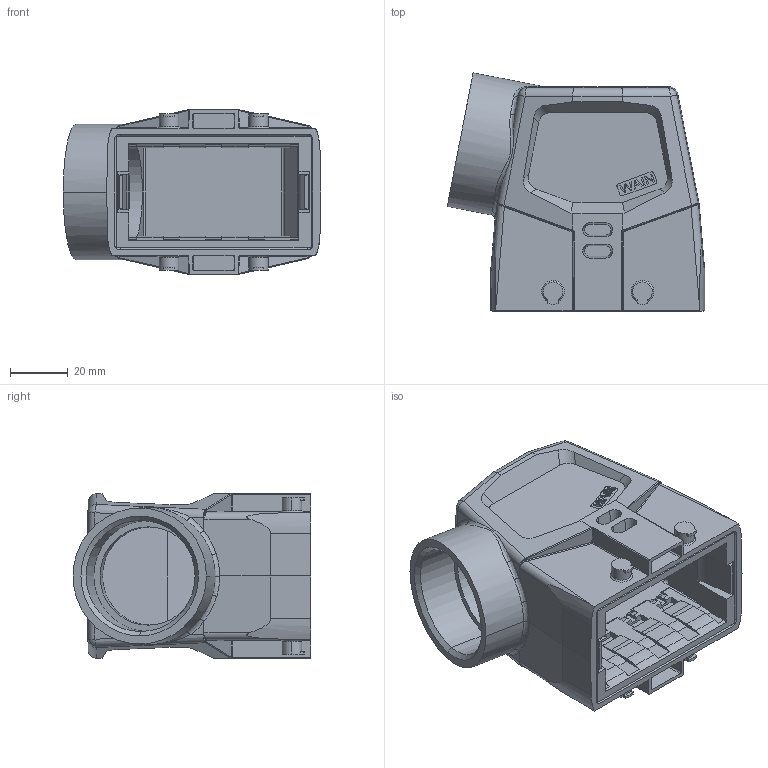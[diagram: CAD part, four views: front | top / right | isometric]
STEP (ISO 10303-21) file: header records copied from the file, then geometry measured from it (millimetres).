
FILE_DESCRIPTION((''),'2;1');
FILE_NAME('111111111111111111','2022-06-30T',('lj.zou'),(''),'PRO/ENGINEER BY PARAMETRIC TECHNOLOGY CORPORATION, 2012480','PRO/ENGINEER BY PARAMETRIC TECHNOLOGY CORPORATION, 2012480','');
FILE_SCHEMA(('CONFIG_CONTROL_DESIGN'));
Length unit declared in the file: millimetre
Products named in the file (1): 111111111111111111
Bounding box: 89.03 x 82.29 x 57 mm (x, y, z)
Volume: 96551.9 mm3; surface area: 47699.6 mm2
Topology: 1 solids, 1 shells, 700 faces, 1918 edges, 1223 vertices
Faces by surface type: plane 421, cylinder 183, bspline 48, cone 18, extrusion 14, sphere 12, torus 4
Entity records: 25133 total; most frequent: CARTESIAN_POINT 7696, ORIENTED_EDGE 3812, DIRECTION 3214, EDGE_CURVE 1906, VECTOR 1340, LINE 1326, VERTEX_POINT 1223, AXIS2_PLACEMENT_3D 937
